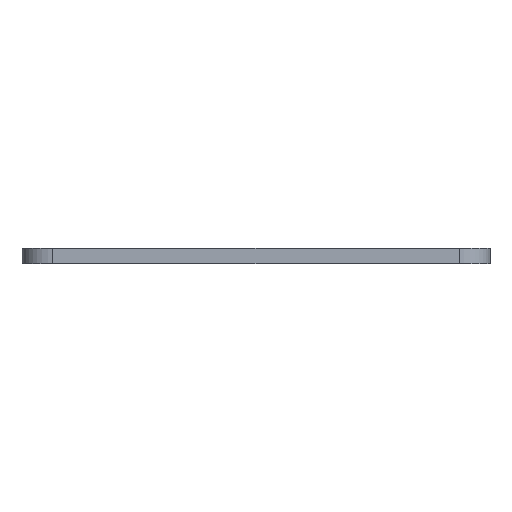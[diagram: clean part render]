
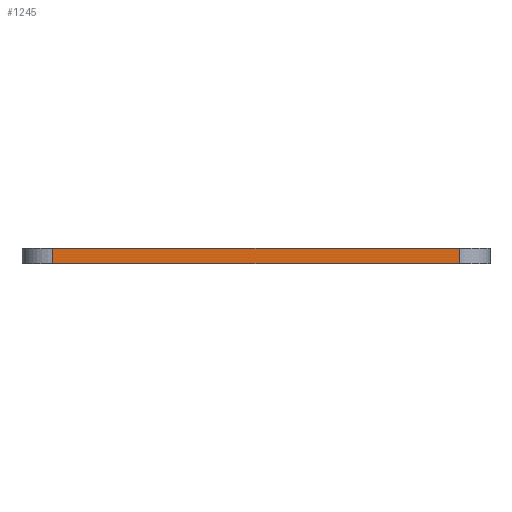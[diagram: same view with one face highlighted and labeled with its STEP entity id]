
A CAD part, left-side view. The second image highlights one B-rep face of the part: STEP entity #1245.
In plain terms, the highlighted planar face has unit normal (-1, 0, 0).
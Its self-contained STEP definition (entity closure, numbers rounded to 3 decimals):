
#146 = VERTEX_POINT('',#147);
#147 = CARTESIAN_POINT('',(53.2,-57.5,0.));
#154 = EDGE_CURVE('',#155,#146,#157,.T.);
#155 = VERTEX_POINT('',#156);
#156 = CARTESIAN_POINT('',(53.2,-98.2,0.));
#157 = LINE('',#158,#159);
#158 = CARTESIAN_POINT('',(53.2,-98.2,0.));
#159 = VECTOR('',#160,1.);
#160 = DIRECTION('',(0.,1.,0.));
#682 = VERTEX_POINT('',#683);
#683 = CARTESIAN_POINT('',(53.2,-57.5,1.51));
#690 = EDGE_CURVE('',#691,#682,#693,.T.);
#691 = VERTEX_POINT('',#692);
#692 = CARTESIAN_POINT('',(53.2,-98.2,1.51));
#693 = LINE('',#694,#695);
#694 = CARTESIAN_POINT('',(53.2,-98.2,1.51));
#695 = VECTOR('',#696,1.);
#696 = DIRECTION('',(0.,1.,0.));
#1215 = EDGE_CURVE('',#146,#682,#1216,.T.);
#1216 = LINE('',#1217,#1218);
#1217 = CARTESIAN_POINT('',(53.2,-57.5,0.));
#1218 = VECTOR('',#1219,1.);
#1219 = DIRECTION('',(0.,0.,1.));
#1245 = ADVANCED_FACE('',(#1246),#1257,.T.);
#1246 = FACE_BOUND('',#1247,.T.);
#1247 = EDGE_LOOP('',(#1248,#1254,#1255,#1256));
#1248 = ORIENTED_EDGE('',*,*,#1249,.T.);
#1249 = EDGE_CURVE('',#155,#691,#1250,.T.);
#1250 = LINE('',#1251,#1252);
#1251 = CARTESIAN_POINT('',(53.2,-98.2,0.));
#1252 = VECTOR('',#1253,1.);
#1253 = DIRECTION('',(0.,0.,1.));
#1254 = ORIENTED_EDGE('',*,*,#690,.T.);
#1255 = ORIENTED_EDGE('',*,*,#1215,.F.);
#1256 = ORIENTED_EDGE('',*,*,#154,.F.);
#1257 = PLANE('',#1258);
#1258 = AXIS2_PLACEMENT_3D('',#1259,#1260,#1261);
#1259 = CARTESIAN_POINT('',(53.2,-98.2,0.));
#1260 = DIRECTION('',(-1.,0.,0.));
#1261 = DIRECTION('',(0.,1.,0.));
